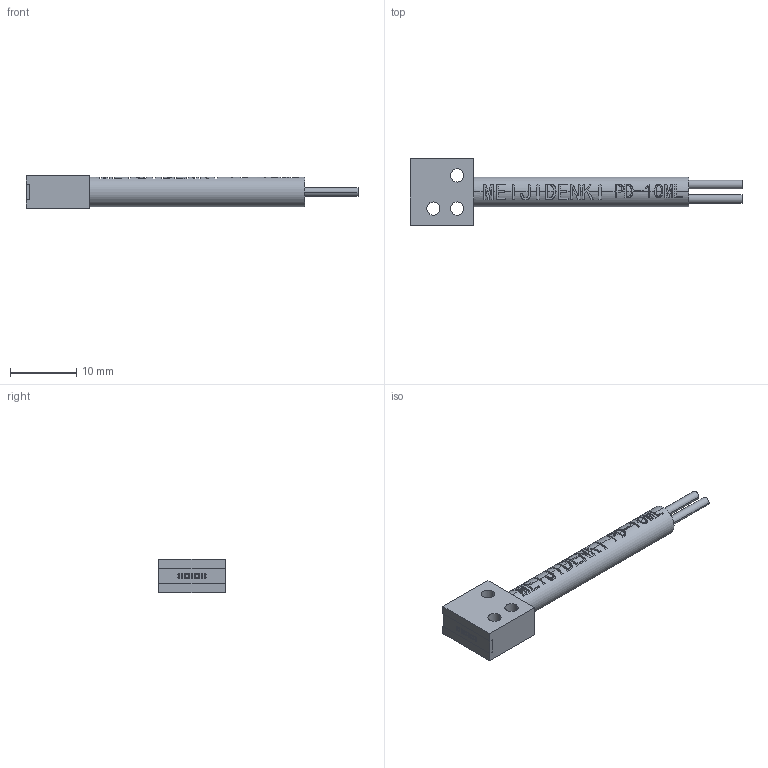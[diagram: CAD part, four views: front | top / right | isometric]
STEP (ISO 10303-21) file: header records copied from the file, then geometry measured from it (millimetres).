
FILE_DESCRIPTION((''),'2;1');
FILE_NAME('PD-10ML','2018-09-06T',('Gavin'),(''),'PRO/ENGINEER BY PARAMETRIC TECHNOLOGY CORPORATION, 2009440','PRO/ENGINEER BY PARAMETRIC TECHNOLOGY CORPORATION, 2009440','');
FILE_SCHEMA(('CONFIG_CONTROL_DESIGN'));
Length unit declared in the file: millimetre
Products named in the file (1): PD-10ML
Bounding box: 50.02 x 10 x 5 mm (x, y, z)
Volume: 717.1 mm3; surface area: 1646.1 mm2
Topology: 1 solids, 1 shells, 249 faces, 660 edges, 440 vertices
Faces by surface type: plane 160, cylinder 66, extrusion 23
Entity records: 8855 total; most frequent: CARTESIAN_POINT 2580, ORIENTED_EDGE 1320, DIRECTION 1238, EDGE_CURVE 660, VERTEX_POINT 440, VECTOR 414, AXIS2_PLACEMENT_3D 412, LINE 391
